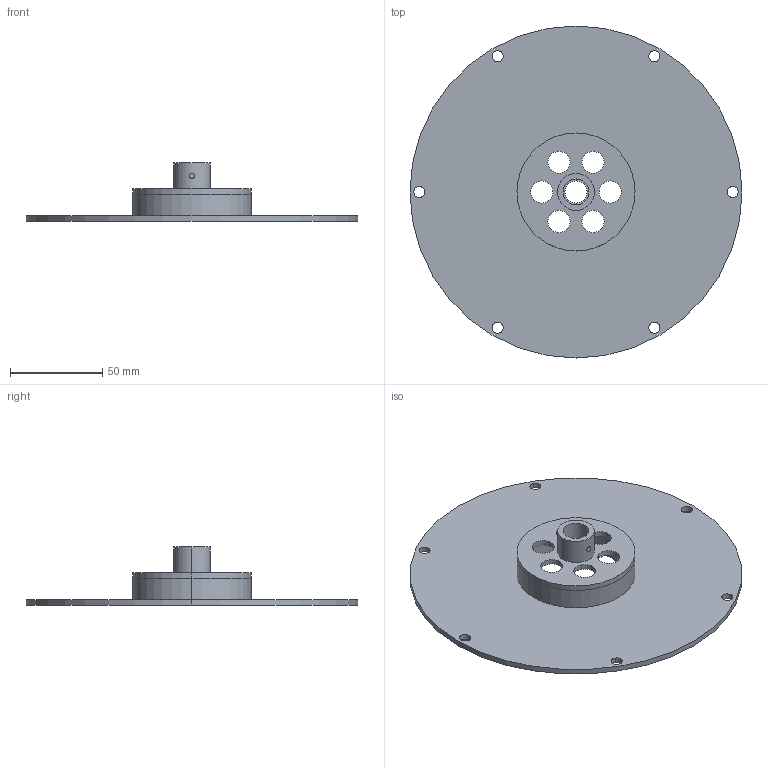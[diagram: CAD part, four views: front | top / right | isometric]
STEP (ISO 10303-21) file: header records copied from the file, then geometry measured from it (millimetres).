
FILE_DESCRIPTION(/* description */ ('VariCAD 2022-1.06 AP-214'),/* implementation_level */ '2;1');
FILE_NAME(/* name */ 'side_plate.stp',/* time_stamp */ '2022-06-16T22:33:39-05:00',/* author */ (''),/* organization */ (''),/* preprocessor_version */ 'VariCAD 2022-1.06',/* originating_system */ 'VariCAD 2022-1.06; kernel version (20180118)',/* authorisation */ '');
FILE_SCHEMA(('AUTOMOTIVE_DESIGN'));
Length unit declared in the file: millimetre
Products named in the file (2): side_plate
Assembly tree (1 placements, depth 2):
  side_plate
    (unnamed)
Bounding box: 180 x 180 x 31.5 mm (x, y, z)
Volume: 89116.4 mm3; surface area: 58683.4 mm2
Topology: 1 solids, 1 shells, 47 faces, 120 edges, 80 vertices
Faces by surface type: cylinder 40, plane 7
Entity records: 1624 total; most frequent: CARTESIAN_POINT 303, DIRECTION 294, ORIENTED_EDGE 240, AXIS2_PLACEMENT_3D 127, EDGE_CURVE 120, EDGE_LOOP 80, VERTEX_POINT 80, CIRCLE 76
